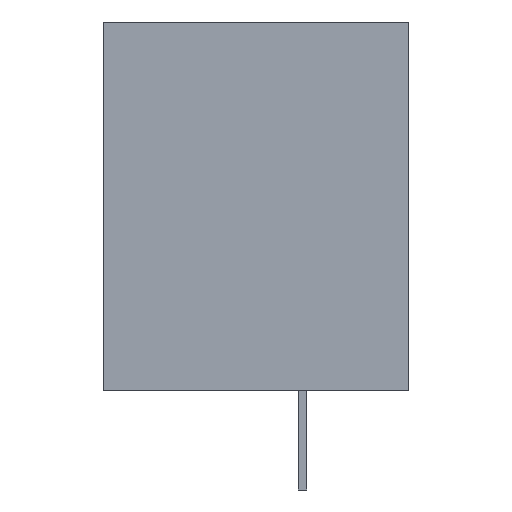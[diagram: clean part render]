
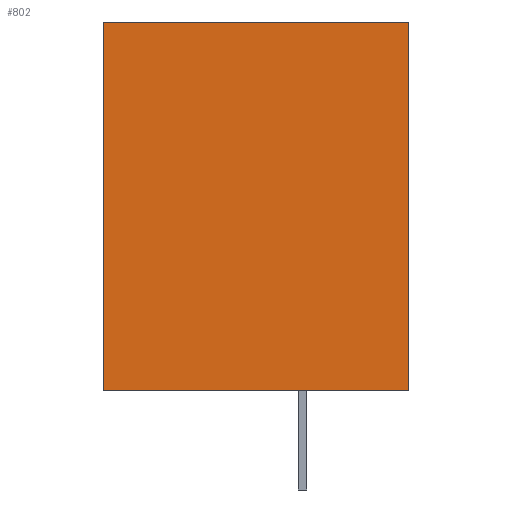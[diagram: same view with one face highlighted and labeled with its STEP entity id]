
A CAD part, front view. The second image highlights one B-rep face of the part: STEP entity #802.
In plain terms, the highlighted planar face has unit normal (0, -1, 0).
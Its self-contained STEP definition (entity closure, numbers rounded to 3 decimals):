
#34=FACE_OUTER_BOUND('',#86,.T.);
#86=EDGE_LOOP('',(#553,#554,#555,#556));
#137=LINE('',#1155,#245);
#150=LINE('',#1179,#258);
#151=LINE('',#1182,#259);
#152=LINE('',#1183,#260);
#245=VECTOR('',#938,10.);
#258=VECTOR('',#957,10.);
#259=VECTOR('',#960,10.);
#260=VECTOR('',#961,10.);
#353=VERTEX_POINT('',#1153);
#354=VERTEX_POINT('',#1154);
#362=VERTEX_POINT('',#1177);
#363=VERTEX_POINT('',#1181);
#425=EDGE_CURVE('',#353,#354,#137,.T.);
#438=EDGE_CURVE('',#353,#362,#150,.T.);
#439=EDGE_CURVE('',#363,#362,#151,.T.);
#440=EDGE_CURVE('',#354,#363,#152,.T.);
#553=ORIENTED_EDGE('',*,*,#438,.T.);
#554=ORIENTED_EDGE('',*,*,#439,.F.);
#555=ORIENTED_EDGE('',*,*,#440,.F.);
#556=ORIENTED_EDGE('',*,*,#425,.F.);
#750=PLANE('',#881);
#802=ADVANCED_FACE('',(#34),#750,.T.);
#881=AXIS2_PLACEMENT_3D('',#1180,#958,#959);
#938=DIRECTION('',(-1.,0.,0.));
#957=DIRECTION('',(0.,0.,1.));
#958=DIRECTION('center_axis',(0.,-1.,0.));
#959=DIRECTION('ref_axis',(1.,0.,0.));
#960=DIRECTION('',(1.,0.,0.));
#961=DIRECTION('',(0.,0.,1.));
#1153=CARTESIAN_POINT('',(3.2,-19.815,0.));
#1154=CARTESIAN_POINT('',(-6.,-19.815,0.));
#1155=CARTESIAN_POINT('',(-6.,-19.815,0.));
#1177=CARTESIAN_POINT('',(3.2,-19.815,11.1));
#1179=CARTESIAN_POINT('',(3.2,-19.815,0.5));
#1180=CARTESIAN_POINT('Origin',(-6.,-19.815,0.5));
#1181=CARTESIAN_POINT('',(-6.,-19.815,11.1));
#1182=CARTESIAN_POINT('',(-6.,-19.815,11.1));
#1183=CARTESIAN_POINT('',(-6.,-19.815,0.5));
